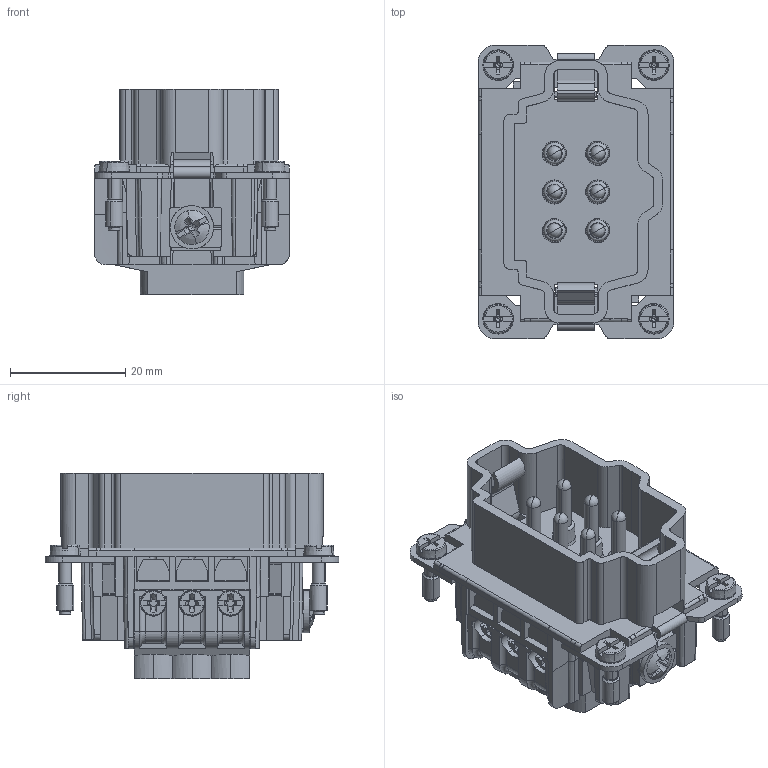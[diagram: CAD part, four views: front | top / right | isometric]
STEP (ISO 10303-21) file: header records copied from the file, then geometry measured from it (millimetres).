
FILE_DESCRIPTION(('CATIA V5 STEP Exchange','CAx-IF Rec.Pracs.--- Model Styling and Organization---1.4--- 2014-01-23'),'2;1');
FILE_NAME('1200000000.stp','2019-08-21T07:33:01+00:00',('none'),('none'),'CATIA Version 5-6 Release 2016 SP3 HF44','CATIA V5 STEP AP214','none');
FILE_SCHEMA(('AUTOMOTIVE_DESIGN { 1 0 10303 214 1 1 1 1 }'));
Products named in the file (1): 1200000000
Bounding box: 34 x 51 x 35.7 mm (x, y, z)
Volume: 20530 mm3; surface area: 17433.7 mm2
Topology: 1 solids, 13 shells, 1846 faces, 5416 edges, 3563 vertices
Faces by surface type: plane 1119, cylinder 408, cone 189, torus 108, extrusion 10, bspline 8, sphere 4
Entity records: 61031 total; most frequent: CARTESIAN_POINT 16036, ORIENTED_EDGE 10786, DIRECTION 7053, EDGE_CURVE 5393, VERTEX_POINT 3563, VECTOR 3478, LINE 3468, AXIS2_PLACEMENT_3D 2347
